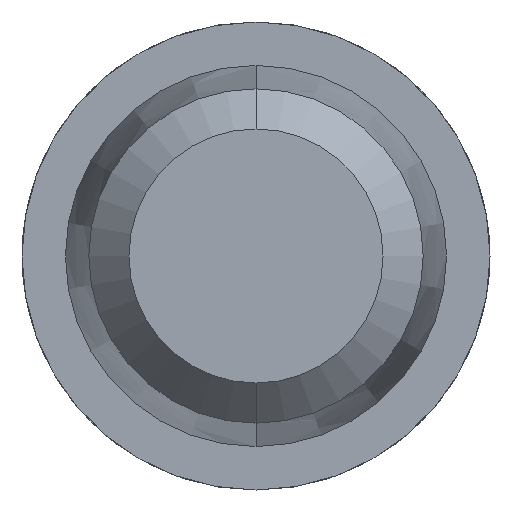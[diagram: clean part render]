
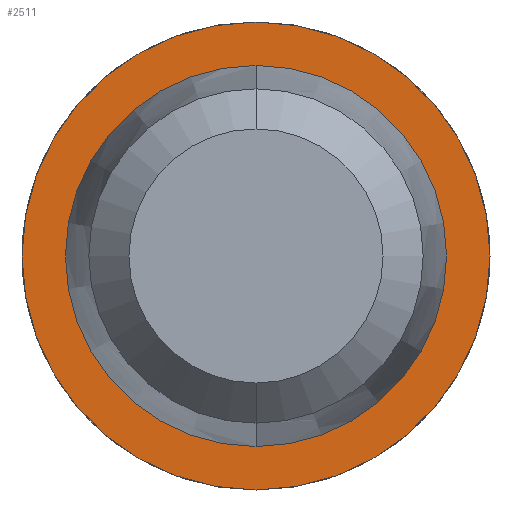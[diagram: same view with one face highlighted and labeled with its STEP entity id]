
A CAD part, front view. The second image highlights one B-rep face of the part: STEP entity #2511.
In plain terms, the highlighted planar face has unit normal (0, -1, 0).
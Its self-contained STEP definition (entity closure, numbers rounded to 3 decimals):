
#224 = EDGE_CURVE ( 'Defeature ausgef�hrt1_15+Defeature ausgef�hrt1_16+Defeature ausgef�hrt1_16+Defeature ausgef�hrt1_16', #2516, #2270, #3342, .T. ) ;
#243 = AXIS2_PLACEMENT_3D ( 'NONE', #3686, #1511, #2135 ) ;
#275 = EDGE_CURVE ( 'Defeature ausgef�hrt1_15+Defeature ausgef�hrt1_16+Defeature ausgef�hrt1_16+Defeature ausgef�hrt1_16', #2270, #2516, #1558, .T. ) ;
#470 = DIRECTION ( 'NONE',  ( 0., -1., 0. ) ) ;
#602 = CARTESIAN_POINT ( 'NONE',  ( 0., 26., 0.7 ) ) ;
#806 = CARTESIAN_POINT ( 'NONE',  ( 0., 26., 0. ) ) ;
#899 = CARTESIAN_POINT ( 'NONE',  ( 0., 26., -0.57 ) ) ;
#1146 = VERTEX_POINT ( 'NONE', #1891 ) ;
#1178 = DIRECTION ( 'NONE',  ( 0., 0., -1. ) ) ;
#1183 = EDGE_LOOP ( 'NONE', ( #2117, #1998 ) ) ;
#1298 = VERTEX_POINT ( 'NONE', #899 ) ;
#1403 = AXIS2_PLACEMENT_3D ( 'NONE', #1522, #1533, #3708 ) ;
#1493 = CARTESIAN_POINT ( 'NONE',  ( 0., 26., 0. ) ) ;
#1511 = DIRECTION ( 'NONE',  ( 0., -1., 0. ) ) ;
#1522 = CARTESIAN_POINT ( 'NONE',  ( 0., 26., 0. ) ) ;
#1533 = DIRECTION ( 'NONE',  ( 0., -1., 0. ) ) ;
#1558 = CIRCLE ( 'NONE', #1852, 0.7 ) ;
#1567 = ORIENTED_EDGE ( 'NONE', *, *, #224, .T. ) ;
#1747 = EDGE_CURVE ( 'Defeature ausgef�hrt1_14+Defeature ausgef�hrt1_15+Defeature ausgef�hrt1_15+Defeature ausgef�hrt1_15', #1298, #1146, #2098, .T. ) ;
#1852 = AXIS2_PLACEMENT_3D ( 'NONE', #806, #470, #3318 ) ;
#1891 = CARTESIAN_POINT ( 'NONE',  ( 0., 26., 0.57 ) ) ;
#1998 = ORIENTED_EDGE ( 'NONE', *, *, #1747, .F. ) ;
#2025 = AXIS2_PLACEMENT_3D ( 'NONE', #1493, #3667, #1178 ) ;
#2059 = DIRECTION ( 'NONE',  ( 0., 0., -1. ) ) ;
#2098 = CIRCLE ( 'NONE', #2025, 0.57 ) ;
#2117 = ORIENTED_EDGE ( 'NONE', *, *, #3562, .F. ) ;
#2135 = DIRECTION ( 'NONE',  ( 0., 0., -1. ) ) ;
#2270 = VERTEX_POINT ( 'NONE', #602 ) ;
#2310 = CARTESIAN_POINT ( 'NONE',  ( 0.57, 26., 0. ) ) ;
#2364 = CARTESIAN_POINT ( 'NONE',  ( 0., 26., -0.7 ) ) ;
#2388 = FACE_OUTER_BOUND ( 'NONE', #3200, .T. ) ;
#2511 = ADVANCED_FACE ( 'Defeature ausgef�hrt1_15', ( #2388, #3147 ), #3614, .T. ) ;
#2516 = VERTEX_POINT ( 'NONE', #2364 ) ;
#2650 = DIRECTION ( 'NONE',  ( 0., -1., 0. ) ) ;
#3092 = CIRCLE ( 'NONE', #243, 0.57 ) ;
#3147 = FACE_BOUND ( 'NONE', #1183, .T. ) ;
#3200 = EDGE_LOOP ( 'NONE', ( #1567, #3425 ) ) ;
#3318 = DIRECTION ( 'NONE',  ( 0., 0., -1. ) ) ;
#3342 = CIRCLE ( 'NONE', #1403, 0.7 ) ;
#3425 = ORIENTED_EDGE ( 'NONE', *, *, #275, .T. ) ;
#3562 = EDGE_CURVE ( 'Defeature ausgef�hrt1_14+Defeature ausgef�hrt1_15+Defeature ausgef�hrt1_15+Defeature ausgef�hrt1_15', #1146, #1298, #3092, .T. ) ;
#3614 = PLANE ( 'NONE',  #3856 ) ;
#3667 = DIRECTION ( 'NONE',  ( 0., -1., 0. ) ) ;
#3686 = CARTESIAN_POINT ( 'NONE',  ( 0., 26., 0. ) ) ;
#3708 = DIRECTION ( 'NONE',  ( 0., 0., -1. ) ) ;
#3856 = AXIS2_PLACEMENT_3D ( 'NONE', #2310, #2650, #2059 ) ;
